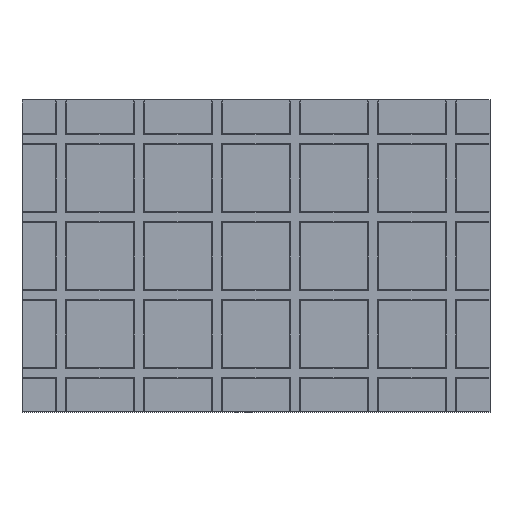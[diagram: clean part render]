
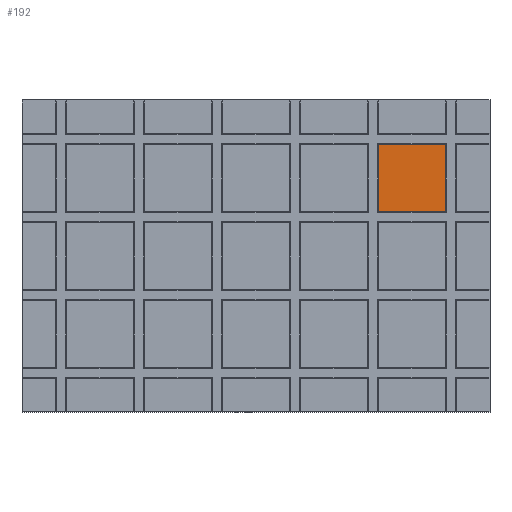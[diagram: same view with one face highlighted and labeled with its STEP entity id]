
A CAD part, top view. The second image highlights one B-rep face of the part: STEP entity #192.
In plain terms, the highlighted planar face has unit normal (0, 0, 1).
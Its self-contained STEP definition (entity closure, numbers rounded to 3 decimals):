
#192 = ADVANCED_FACE( '', ( #787 ), #788, .T. );
#787 = FACE_OUTER_BOUND( '', #1750, .T. );
#788 = PLANE( '', #1751 );
#1750 = EDGE_LOOP( '', ( #3722, #3723, #3724, #3725 ) );
#1751 = AXIS2_PLACEMENT_3D( '', #3726, #3727, #3728 );
#3722 = ORIENTED_EDGE( '', *, *, #6958, .F. );
#3723 = ORIENTED_EDGE( '', *, *, #6872, .T. );
#3724 = ORIENTED_EDGE( '', *, *, #6957, .T. );
#3725 = ORIENTED_EDGE( '', *, *, #6954, .F. );
#3726 = CARTESIAN_POINT( '', ( -300., -200., 60. ) );
#3727 = DIRECTION( '', ( 0., 0., 1. ) );
#3728 = DIRECTION( '', ( 1., 0., 0. ) );
#6872 = EDGE_CURVE( '', #8558, #8559, #8560, .T. );
#6954 = EDGE_CURVE( '', #8704, #8706, #8707, .T. );
#6957 = EDGE_CURVE( '', #8559, #8706, #8710, .T. );
#6958 = EDGE_CURVE( '', #8558, #8704, #8711, .T. );
#8558 = VERTEX_POINT( '', #11180 );
#8559 = VERTEX_POINT( '', #11181 );
#8560 = LINE( '', #11182, #11183 );
#8704 = VERTEX_POINT( '', #11407 );
#8706 = VERTEX_POINT( '', #11410 );
#8707 = LINE( '', #11411, #11412 );
#8710 = LINE( '', #11417, #11418 );
#8711 = LINE( '', #11419, #11420 );
#11180 = CARTESIAN_POINT( '', ( 157., 143., 60. ) );
#11181 = CARTESIAN_POINT( '', ( 157., 57., 60. ) );
#11182 = CARTESIAN_POINT( '', ( 157., 523.602, 60. ) );
#11183 = VECTOR( '', #13464, 1000. );
#11407 = CARTESIAN_POINT( '', ( 243., 143., 60. ) );
#11410 = CARTESIAN_POINT( '', ( 243., 57., 60. ) );
#11411 = CARTESIAN_POINT( '', ( 243., 523.602, 60. ) );
#11412 = VECTOR( '', #13546, 1000. );
#11417 = CARTESIAN_POINT( '', ( -423.602, 57., 60. ) );
#11418 = VECTOR( '', #13549, 1000. );
#11419 = CARTESIAN_POINT( '', ( -423.602, 143., 60. ) );
#11420 = VECTOR( '', #13550, 1000. );
#13464 = DIRECTION( '', ( 0., -1., 0. ) );
#13546 = DIRECTION( '', ( 0., -1., 0. ) );
#13549 = DIRECTION( '', ( 1., 0., 0. ) );
#13550 = DIRECTION( '', ( 1., 0., 0. ) );
